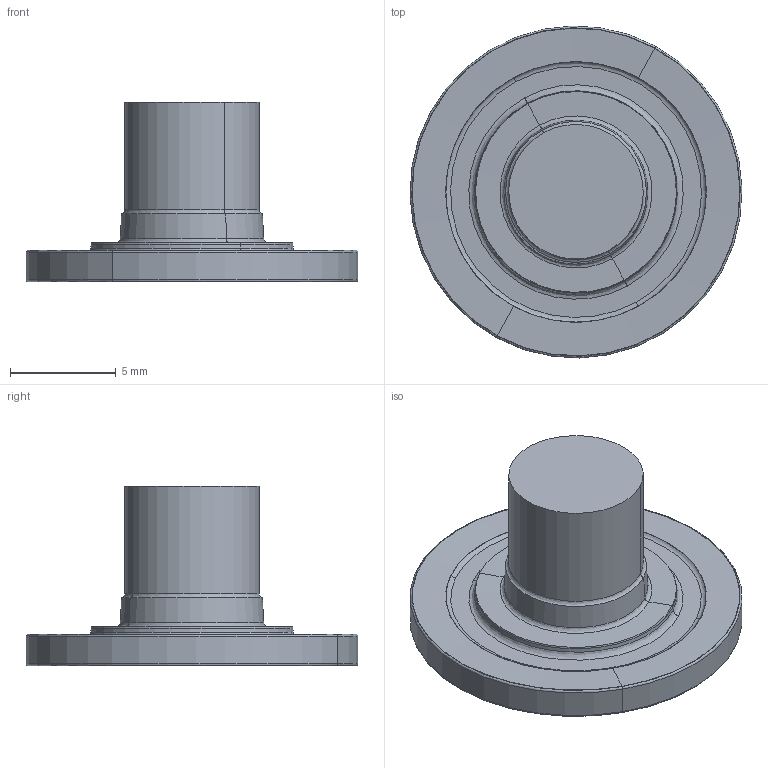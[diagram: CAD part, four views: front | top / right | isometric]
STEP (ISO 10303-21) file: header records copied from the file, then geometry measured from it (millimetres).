
FILE_DESCRIPTION(('CATIA V5 STEP','CAx-IF Rec.Pracs.--- Model Styling and Organization---1.2---2011-12-15'),'2;1');
FILE_NAME('3329098_L.stp','2022-03-01T08:26:29+00:00',('none'),('none'),'CATIA Version 5 Release 21 SP 5 (IN-10)','CATIA V5 STEP AP214','none');
FILE_SCHEMA(('AUTOMOTIVE_DESIGN { 1 0 10303 214 1 1 1 1 }'));
Length unit declared in the file: millimetre
Products named in the file (1): MM GRIT16K150-010-3T6
Bounding box: 15.7 x 15.7 x 8.51 mm (x, y, z)
Volume: 501.8 mm3; surface area: 709.8 mm2
Topology: 2 solids, 2 shells, 52 faces, 110 edges, 64 vertices
Faces by surface type: revolution 34, cylinder 8, cone 6, plane 4
Entity records: 2026 total; most frequent: CARTESIAN_POINT 999, ORIENTED_EDGE 204, DIRECTION 130, EDGE_CURVE 102, B_SPLINE_CURVE_WITH_KNOTS 74, AXIS2_PLACEMENT_3D 68, CIRCLE 54, EDGE_LOOP 54
